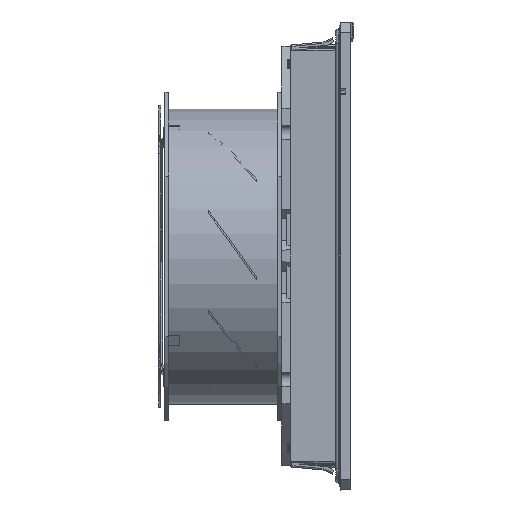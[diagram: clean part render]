
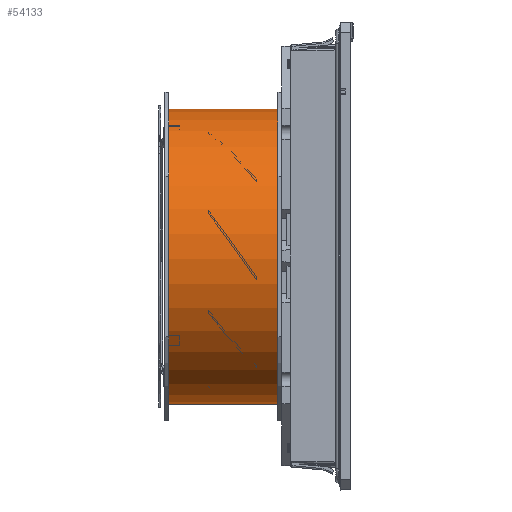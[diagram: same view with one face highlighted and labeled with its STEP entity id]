
A CAD part, left-side view. The second image highlights one B-rep face of the part: STEP entity #54133.
In plain terms, the highlighted cylindrical face has radius 101 mm (diameter 202 mm), a partial arc.
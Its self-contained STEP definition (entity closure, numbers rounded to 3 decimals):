
#5282=FACE_OUTER_BOUND('',#8820,.T.);
#8820=EDGE_LOOP('',(#35060,#35061,#35062,#35063,#35064,#35065,#35066,#35067));
#13105=CIRCLE('',#57654,101.);
#13106=CIRCLE('',#57655,101.);
#16424=LINE('',#86336,#19167);
#16425=LINE('',#86338,#19168);
#16426=LINE('',#86340,#19169);
#16427=LINE('',#86344,#19170);
#16428=LINE('',#86346,#19171);
#16429=LINE('',#86347,#19172);
#19167=VECTOR('',#64421,13.);
#19168=VECTOR('',#64422,50.5);
#19169=VECTOR('',#64423,11.3);
#19170=VECTOR('',#64426,11.3);
#19171=VECTOR('',#64427,50.5);
#19172=VECTOR('',#64428,13.);
#22099=VERTEX_POINT('',#86332);
#22100=VERTEX_POINT('',#86333);
#22101=VERTEX_POINT('',#86335);
#22102=VERTEX_POINT('',#86337);
#22103=VERTEX_POINT('',#86339);
#22104=VERTEX_POINT('',#86341);
#22105=VERTEX_POINT('',#86343);
#22106=VERTEX_POINT('',#86345);
#27152=EDGE_CURVE('',#22099,#22100,#13105,.T.);
#27153=EDGE_CURVE('',#22099,#22101,#16424,.T.);
#27154=EDGE_CURVE('',#22101,#22102,#16425,.T.);
#27155=EDGE_CURVE('',#22102,#22103,#16426,.T.);
#27156=EDGE_CURVE('',#22104,#22103,#13106,.T.);
#27157=EDGE_CURVE('',#22105,#22104,#16427,.T.);
#27158=EDGE_CURVE('',#22106,#22105,#16428,.T.);
#27159=EDGE_CURVE('',#22100,#22106,#16429,.T.);
#35060=ORIENTED_EDGE('',*,*,#27152,.F.);
#35061=ORIENTED_EDGE('',*,*,#27153,.T.);
#35062=ORIENTED_EDGE('',*,*,#27154,.T.);
#35063=ORIENTED_EDGE('',*,*,#27155,.T.);
#35064=ORIENTED_EDGE('',*,*,#27156,.F.);
#35065=ORIENTED_EDGE('',*,*,#27157,.F.);
#35066=ORIENTED_EDGE('',*,*,#27158,.F.);
#35067=ORIENTED_EDGE('',*,*,#27159,.F.);
#49964=CYLINDRICAL_SURFACE('',#57653,101.);
#54133=ADVANCED_FACE('',(#5282),#49964,.T.);
#57653=AXIS2_PLACEMENT_3D('',#86331,#64417,#64418);
#57654=AXIS2_PLACEMENT_3D('',#86334,#64419,#64420);
#57655=AXIS2_PLACEMENT_3D('',#86342,#64424,#64425);
#64417=DIRECTION('center_axis',(0.,1.,0.));
#64418=DIRECTION('ref_axis',(-0.903,0.,-0.43));
#64419=DIRECTION('center_axis',(0.,1.,0.));
#64420=DIRECTION('ref_axis',(0.955,0.,0.297));
#64421=DIRECTION('',(0.,-1.,0.));
#64422=DIRECTION('',(0.,-1.,0.));
#64423=DIRECTION('',(0.,-1.,0.));
#64424=DIRECTION('center_axis',(0.,-1.,0.));
#64425=DIRECTION('ref_axis',(0.832,0.,0.554));
#64426=DIRECTION('',(0.,-1.,0.));
#64427=DIRECTION('',(0.,-1.,0.));
#64428=DIRECTION('',(0.,-1.,0.));
#86331=CARTESIAN_POINT('Origin',(12.482,105.347,0.476));
#86332=CARTESIAN_POINT('',(108.924,105.347,30.476));
#86333=CARTESIAN_POINT('',(96.548,105.347,56.457));
#86334=CARTESIAN_POINT('Origin',(12.482,105.347,0.476));
#86335=CARTESIAN_POINT('',(108.924,92.347,30.476));
#86336=CARTESIAN_POINT('',(108.924,105.347,30.476));
#86337=CARTESIAN_POINT('',(108.924,41.847,30.476));
#86338=CARTESIAN_POINT('',(108.924,92.347,30.476));
#86339=CARTESIAN_POINT('',(108.924,30.547,30.476));
#86340=CARTESIAN_POINT('',(108.924,41.847,30.476));
#86341=CARTESIAN_POINT('',(96.548,30.547,56.457));
#86342=CARTESIAN_POINT('Origin',(12.482,30.547,0.476));
#86343=CARTESIAN_POINT('',(96.548,41.847,56.457));
#86344=CARTESIAN_POINT('',(96.548,41.847,56.457));
#86345=CARTESIAN_POINT('',(96.548,92.347,56.457));
#86346=CARTESIAN_POINT('',(96.548,92.347,56.457));
#86347=CARTESIAN_POINT('',(96.548,105.347,56.457));
